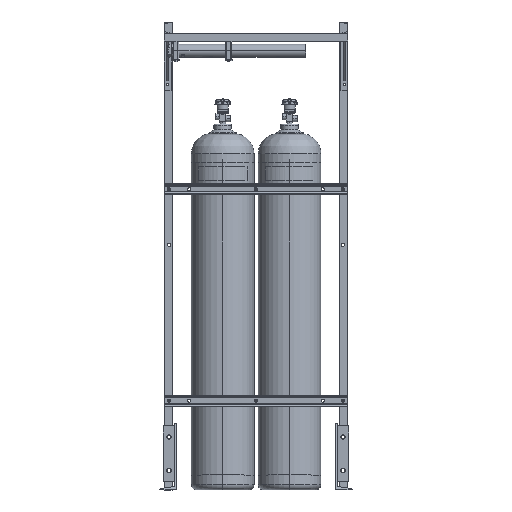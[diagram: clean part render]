
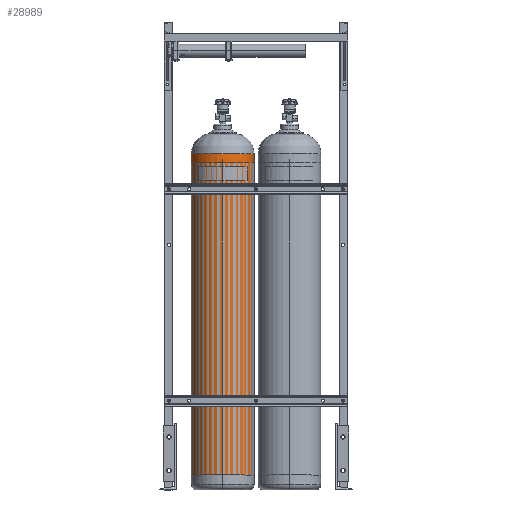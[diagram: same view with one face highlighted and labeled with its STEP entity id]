
A CAD part, top view. The second image highlights one B-rep face of the part: STEP entity #28989.
In plain terms, the highlighted cylindrical face has radius 142.85 mm (diameter 285.7 mm), a partial arc.
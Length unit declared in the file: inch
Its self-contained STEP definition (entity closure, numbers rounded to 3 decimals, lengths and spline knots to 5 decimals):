
#349 = VERTEX_POINT ( 'NONE', #34894 ) ;
#1443 = AXIS2_PLACEMENT_3D ( 'NONE', #5676, #17910, #3530 ) ;
#1684 = DIRECTION ( 'NONE',  ( 0., -1., 0. ) ) ;
#3262 = ORIENTED_EDGE ( 'NONE', *, *, #23534, .T. ) ;
#3335 = DIRECTION ( 'NONE',  ( 0., -1., 0. ) ) ;
#3530 = DIRECTION ( 'NONE',  ( 0., 0., -1. ) ) ;
#3663 = LINE ( 'NONE', #29956, #9985 ) ;
#3720 = ORIENTED_EDGE ( 'NONE', *, *, #7183, .F. ) ;
#3854 = DIRECTION ( 'NONE',  ( 0., -1., 0. ) ) ;
#5061 = CARTESIAN_POINT ( 'NONE',  ( 0., -63., 5.62402 ) ) ;
#5676 = CARTESIAN_POINT ( 'NONE',  ( 0., -5.29832, 0. ) ) ;
#6855 = DIRECTION ( 'NONE',  ( 0., 0., -1. ) ) ;
#7183 = EDGE_CURVE ( 'NONE', #349, #26114, #29454, .T. ) ;
#7748 = ORIENTED_EDGE ( 'NONE', *, *, #8373, .F. ) ;
#8373 = EDGE_CURVE ( 'NONE', #8494, #349, #27590, .T. ) ;
#8494 = VERTEX_POINT ( 'NONE', #14533 ) ;
#9397 = CARTESIAN_POINT ( 'NONE',  ( 0., 0., 0. ) ) ;
#9985 = VECTOR ( 'NONE', #3854, 39.37008 ) ;
#14533 = CARTESIAN_POINT ( 'NONE',  ( 0., -5.29832, -5.62402 ) ) ;
#14769 = VERTEX_POINT ( 'NONE', #22815 ) ;
#17838 = DIRECTION ( 'NONE',  ( 0., -1., 0. ) ) ;
#17910 = DIRECTION ( 'NONE',  ( 0., -1., 0. ) ) ;
#18391 = CARTESIAN_POINT ( 'NONE',  ( 0., -63., 0. ) ) ;
#18666 = EDGE_CURVE ( 'NONE', #8494, #14769, #31646, .T. ) ;
#19180 = AXIS2_PLACEMENT_3D ( 'NONE', #18391, #17838, #6855 ) ;
#22815 = CARTESIAN_POINT ( 'NONE',  ( 0., -5.29832, 5.62402 ) ) ;
#23534 = EDGE_CURVE ( 'NONE', #14769, #26114, #3663, .T. ) ;
#25139 = CARTESIAN_POINT ( 'NONE',  ( 0., 0., -5.62402 ) ) ;
#26114 = VERTEX_POINT ( 'NONE', #5061 ) ;
#26861 = ORIENTED_EDGE ( 'NONE', *, *, #18666, .T. ) ;
#27079 = AXIS2_PLACEMENT_3D ( 'NONE', #9397, #3335, #29632 ) ;
#27590 = LINE ( 'NONE', #25139, #33547 ) ;
#28989 = ADVANCED_FACE ( 'NONE', ( #29062 ), #34188, .T. ) ;
#29062 = FACE_OUTER_BOUND ( 'NONE', #35417, .T. ) ;
#29454 = CIRCLE ( 'NONE', #19180, 5.62402 ) ;
#29632 = DIRECTION ( 'NONE',  ( 0., 0., -1. ) ) ;
#29956 = CARTESIAN_POINT ( 'NONE',  ( 0., 0., 5.62402 ) ) ;
#31646 = CIRCLE ( 'NONE', #1443, 5.62402 ) ;
#33547 = VECTOR ( 'NONE', #1684, 39.37008 ) ;
#34188 = CYLINDRICAL_SURFACE ( 'NONE', #27079, 5.62402 ) ;
#34894 = CARTESIAN_POINT ( 'NONE',  ( 0., -63., -5.62402 ) ) ;
#35417 = EDGE_LOOP ( 'NONE', ( #26861, #3262, #3720, #7748 ) ) ;
